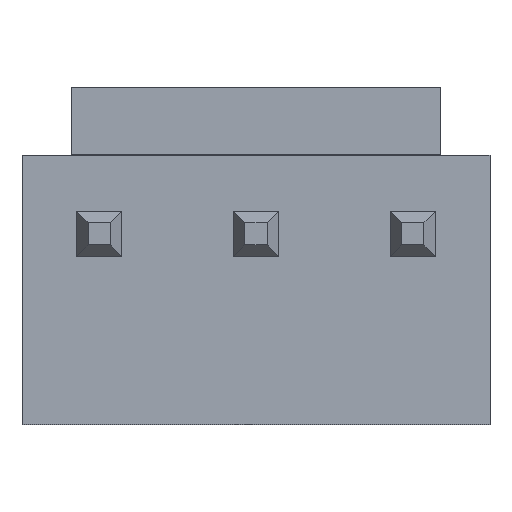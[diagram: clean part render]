
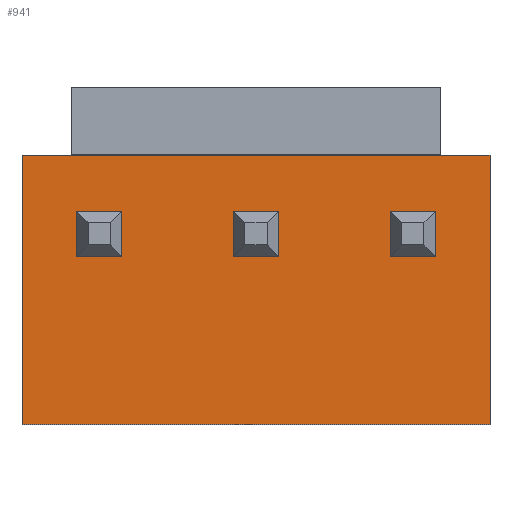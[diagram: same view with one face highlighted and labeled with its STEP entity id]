
A CAD part, top view. The second image highlights one B-rep face of the part: STEP entity #941.
In plain terms, the highlighted planar face has unit normal (0, 0, 1).
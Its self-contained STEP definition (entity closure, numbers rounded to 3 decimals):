
#16=CARTESIAN_POINT('',(-0.57,-0.57,3.2));
#17=VERTEX_POINT('',#16);
#34=CARTESIAN_POINT('',(-0.57,0.57,3.2));
#35=VERTEX_POINT('',#34);
#42=CARTESIAN_POINT('',(-0.57,0.0,3.2));
#43=DIRECTION('',(0.0,1.0,0.0));
#44=VECTOR('',#43,1.0);
#45=LINE('',#42,#44);
#46=EDGE_CURVE('n� 1103',#17,#35,#45,.T.);
#56=CARTESIAN_POINT('',(3.39,-0.57,3.2));
#57=VERTEX_POINT('',#56);
#74=CARTESIAN_POINT('',(3.39,0.57,3.2));
#75=VERTEX_POINT('',#74);
#82=CARTESIAN_POINT('',(3.39,0.0,3.2));
#83=DIRECTION('',(0.0,1.0,0.0));
#84=VECTOR('',#83,1.0);
#85=LINE('',#82,#84);
#86=EDGE_CURVE('n� 1083',#57,#75,#85,.T.);
#96=CARTESIAN_POINT('',(-4.53,-0.57,3.2));
#97=VERTEX_POINT('',#96);
#114=CARTESIAN_POINT('',(-4.53,0.57,3.2));
#115=VERTEX_POINT('',#114);
#122=CARTESIAN_POINT('',(-4.53,0.0,3.2));
#123=DIRECTION('',(0.0,1.0,0.0));
#124=VECTOR('',#123,1.0);
#125=LINE('',#122,#124);
#126=EDGE_CURVE('n� 1063',#97,#115,#125,.T.);
#176=CARTESIAN_POINT('',(0.57,-0.57,3.2));
#177=VERTEX_POINT('',#176);
#193=CARTESIAN_POINT('',(0.0,-0.57,3.2));
#194=DIRECTION('',(-1.0,0.0,0.0));
#195=VECTOR('',#194,1.0);
#196=LINE('',#193,#195);
#197=EDGE_CURVE('n� 1023',#177,#17,#196,.T.);
#256=CARTESIAN_POINT('',(0.57,0.57,3.2));
#257=VERTEX_POINT('',#256);
#264=CARTESIAN_POINT('',(0.0,0.57,3.2));
#265=DIRECTION('',(1.0,0.0,-0.0));
#266=VECTOR('',#265,1.0);
#267=LINE('',#264,#266);
#268=EDGE_CURVE('n� 983',#35,#257,#267,.T.);
#278=CARTESIAN_POINT('',(4.53,-0.57,3.2));
#279=VERTEX_POINT('',#278);
#295=CARTESIAN_POINT('',(3.96,-0.57,3.2));
#296=DIRECTION('',(-1.0,0.0,0.0));
#297=VECTOR('',#296,1.0);
#298=LINE('',#295,#297);
#299=EDGE_CURVE('n� 963',#279,#57,#298,.T.);
#358=CARTESIAN_POINT('',(4.53,0.57,3.2));
#359=VERTEX_POINT('',#358);
#366=CARTESIAN_POINT('',(3.96,0.57,3.2));
#367=DIRECTION('',(1.0,0.0,-0.0));
#368=VECTOR('',#367,1.0);
#369=LINE('',#366,#368);
#370=EDGE_CURVE('n� 923',#75,#359,#369,.T.);
#380=CARTESIAN_POINT('',(-3.39,-0.57,3.2));
#381=VERTEX_POINT('',#380);
#397=CARTESIAN_POINT('',(-3.96,-0.57,3.2));
#398=DIRECTION('',(-1.0,0.0,0.0));
#399=VECTOR('',#398,1.0);
#400=LINE('',#397,#399);
#401=EDGE_CURVE('n� 903',#381,#97,#400,.T.);
#460=CARTESIAN_POINT('',(-3.39,0.57,3.2));
#461=VERTEX_POINT('',#460);
#468=CARTESIAN_POINT('',(-3.96,0.57,3.2));
#469=DIRECTION('',(1.0,0.0,-0.0));
#470=VECTOR('',#469,1.0);
#471=LINE('',#468,#470);
#472=EDGE_CURVE('n� 863',#115,#461,#471,.T.);
#513=CARTESIAN_POINT('',(4.66,2.0,3.2));
#514=VERTEX_POINT('',#513);
#522=CARTESIAN_POINT('',(-4.66,2.0,3.2));
#523=VERTEX_POINT('',#522);
#530=CARTESIAN_POINT('',(0.0,2.0,3.2));
#531=DIRECTION('',(-1.0,0.0,0.0));
#532=VECTOR('',#531,1.0);
#533=LINE('',#530,#532);
#534=EDGE_CURVE('n� 518',#514,#523,#533,.T.);
#552=CARTESIAN_POINT('',(0.57,-1.4,3.2));
#553=DIRECTION('',(0.0,-1.0,0.0));
#554=VECTOR('',#553,1.0);
#555=LINE('',#552,#554);
#556=EDGE_CURVE('n� 511',#257,#177,#555,.T.);
#574=CARTESIAN_POINT('',(4.53,-1.4,3.2));
#575=DIRECTION('',(0.0,-1.0,0.0));
#576=VECTOR('',#575,1.0);
#577=LINE('',#574,#576);
#578=EDGE_CURVE('n� 507',#359,#279,#577,.T.);
#596=CARTESIAN_POINT('',(-3.39,-1.4,3.2));
#597=DIRECTION('',(0.0,-1.0,0.0));
#598=VECTOR('',#597,1.0);
#599=LINE('',#596,#598);
#600=EDGE_CURVE('n� 503',#461,#381,#599,.T.);
#732=CARTESIAN_POINT('',(-5.91,2.0,3.2));
#733=VERTEX_POINT('',#732);
#740=CARTESIAN_POINT('',(0.0,2.0,3.2));
#741=DIRECTION('',(-1.0,-0.0,0.));
#742=VECTOR('',#741,1.0);
#743=LINE('',#740,#742);
#744=EDGE_CURVE('n� 517',#523,#733,#743,.T.);
#862=CARTESIAN_POINT('',(5.91,2.0,3.2));
#863=VERTEX_POINT('',#862);
#877=CARTESIAN_POINT('',(0.0,2.0,3.2));
#878=DIRECTION('',(-1.0,0.0,0.));
#879=VECTOR('',#878,1.0);
#880=LINE('',#877,#879);
#881=EDGE_CURVE('n� 519',#863,#514,#880,.T.);
#891=ORIENTED_EDGE('',*,*,#472,.T.);
#892=ORIENTED_EDGE('',*,*,#600,.T.);
#893=ORIENTED_EDGE('',*,*,#401,.T.);
#894=ORIENTED_EDGE('',*,*,#126,.T.);
#895=EDGE_LOOP('',(#891,#892,#893,#894));
#896=FACE_OUTER_BOUND('',#895,.T.);
#897=ORIENTED_EDGE('',*,*,#370,.T.);
#898=ORIENTED_EDGE('',*,*,#578,.T.);
#899=ORIENTED_EDGE('',*,*,#299,.T.);
#900=ORIENTED_EDGE('',*,*,#86,.T.);
#901=EDGE_LOOP('',(#897,#898,#899,#900));
#902=FACE_BOUND('',#901,.T.);
#903=ORIENTED_EDGE('',*,*,#268,.T.);
#904=ORIENTED_EDGE('',*,*,#556,.T.);
#905=ORIENTED_EDGE('',*,*,#197,.T.);
#906=ORIENTED_EDGE('',*,*,#46,.T.);
#907=EDGE_LOOP('',(#903,#904,#905,#906));
#908=FACE_BOUND('',#907,.T.);
#909=CARTESIAN_POINT('',(-5.91,-4.8,3.2));
#910=VERTEX_POINT('',#909);
#911=CARTESIAN_POINT('',(-5.91,-1.4,3.2));
#912=DIRECTION('',(0.0,-1.0,0.0));
#913=VECTOR('',#912,1.0);
#914=LINE('',#911,#913);
#915=EDGE_CURVE('n� 303',#733,#910,#914,.T.);
#916=ORIENTED_EDGE('',*,*,#915,.T.);
#917=CARTESIAN_POINT('',(5.91,-4.8,3.2));
#918=VERTEX_POINT('',#917);
#919=CARTESIAN_POINT('',(0.0,-4.8,3.2));
#920=DIRECTION('',(-1.0,0.0,0.0));
#921=VECTOR('',#920,1.0);
#922=LINE('',#919,#921);
#923=EDGE_CURVE('n� 242',#918,#910,#922,.T.);
#924=ORIENTED_EDGE('',*,*,#923,.F.);
#925=CARTESIAN_POINT('',(5.91,-1.4,3.2));
#926=DIRECTION('',(0.0,-1.0,0.0));
#927=VECTOR('',#926,1.0);
#928=LINE('',#925,#927);
#929=EDGE_CURVE('n� 262',#863,#918,#928,.T.);
#930=ORIENTED_EDGE('',*,*,#929,.F.);
#931=ORIENTED_EDGE('',*,*,#881,.T.);
#932=ORIENTED_EDGE('',*,*,#534,.T.);
#933=ORIENTED_EDGE('',*,*,#744,.T.);
#934=EDGE_LOOP('',(#916,#924,#930,#931,#932,#933));
#935=FACE_BOUND('',#934,.T.);
#936=CARTESIAN_POINT('',(-5.91,2.0,3.2));
#937=DIRECTION('',(0.0,0.0,1.0));
#938=DIRECTION('',(0.0,-1.0,-0.0));
#939=AXIS2_PLACEMENT_3D('',#936,#937,#938);
#940=PLANE('',#939);
#941=ADVANCED_FACE('n� 498',(#896,#902,#908,#935),#940,.T.);
